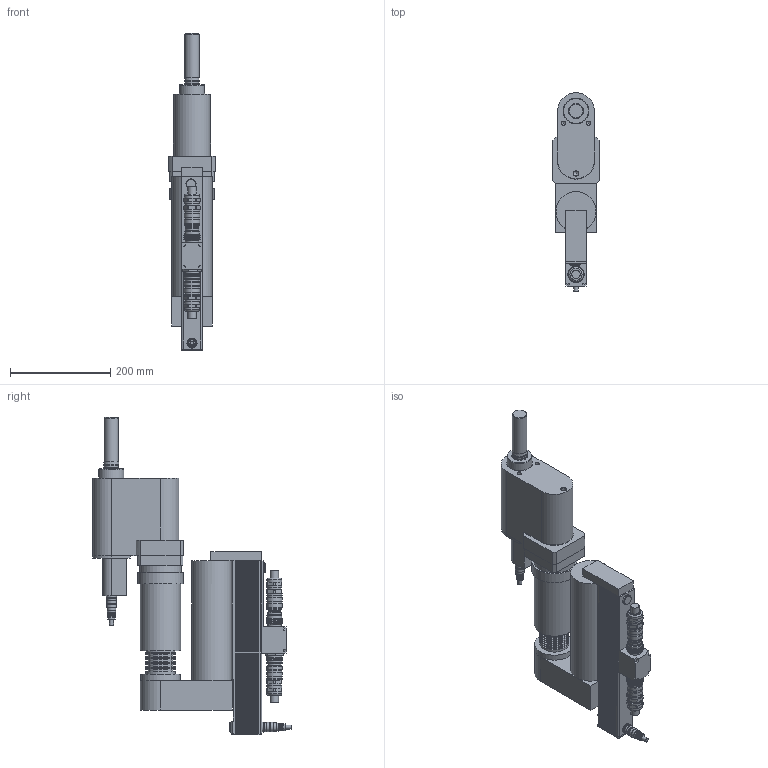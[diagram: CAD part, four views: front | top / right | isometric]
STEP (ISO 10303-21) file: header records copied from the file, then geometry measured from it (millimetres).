
FILE_DESCRIPTION((''),'2;1');
FILE_NAME('947615A9_IAM_001.stp','2012-09-05T18:12:12',('a6b63'),(''),'Autodesk Inventor 11','Autodesk Inventor 11','');
FILE_SCHEMA(('AUTOMOTIVE_DESIGN { 1 0 10303 214 1 1 1 1 }'));
Length unit declared in the file: millimetre
Products named in the file (6): 947615A9_IAM_001; 4VK4B_IPT_001.ipt_Versetzter Abtrieb; 4BUTS-4BXA_IPT_001.ipt_Motorumlenkung und Getriebe; 961089-002_IPT_002.ipt_Stecker gerade; 961104-005_IPT_002.ipt_Stecker gerade; 961104-005_IPT_001.ipt_Stecker gerade
Assembly tree (6 placements, depth 2):
  947615A9_IAM_001
    4VK4B_IPT_001.ipt_Versetzter Abtrieb
    4BUTS-4BXA_IPT_001.ipt_Motorumlenkung und Getriebe
    961089-002_IPT_002.ipt_Stecker gerade  x2
    961104-005_IPT_002.ipt_Stecker gerade
    961104-005_IPT_001.ipt_Stecker gerade
Bounding box: 92.5 x 395.14 x 632.7 mm (x, y, z)
Volume: 6543953.4 mm3; surface area: 468593.1 mm2
Topology: 6 solids, 6 shells, 1111 faces, 2769 edges, 1748 vertices
Faces by surface type: plane 719, cylinder 242, bspline 100, cone 38, torus 12
Full cylindrical faces by diameter (mm): 8 x2, 13.4 x2, 13.5 x1, 14 x10, 14.2 x2, 16 x6, 16.5 x2, 17.587 x4, 18 x6, 18.7 x4, 20 x4, 22.5 x1, 24 x1, 25.5 x1, 26.4 x1, 27 x1, 27.047 x1, 27.5 x1, 28 x2, 28.5 x1, 28.8 x1, 29.5 x3, 29.8 x4, 30 x5, 30.4 x2, 30.5 x3, 30.609 x1, 30.8 x4, 48 x8, 50 x1
Entity records: 30730 total; most frequent: CARTESIAN_POINT 6717, ORIENTED_EDGE 5114, DIRECTION 4588, EDGE_CURVE 2557, VERTEX_POINT 1692, VECTOR 1608, LINE 1608, AXIS2_PLACEMENT_3D 1490
